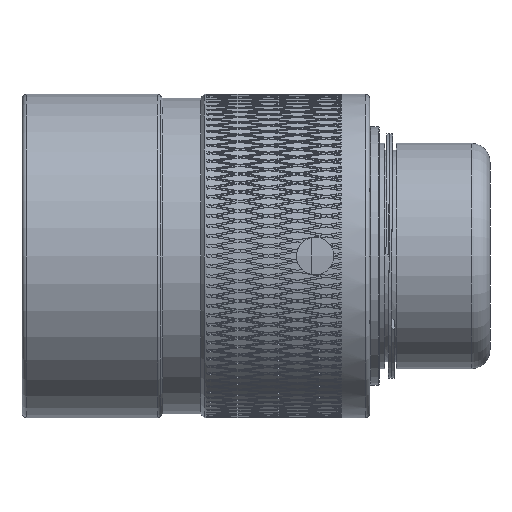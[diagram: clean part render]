
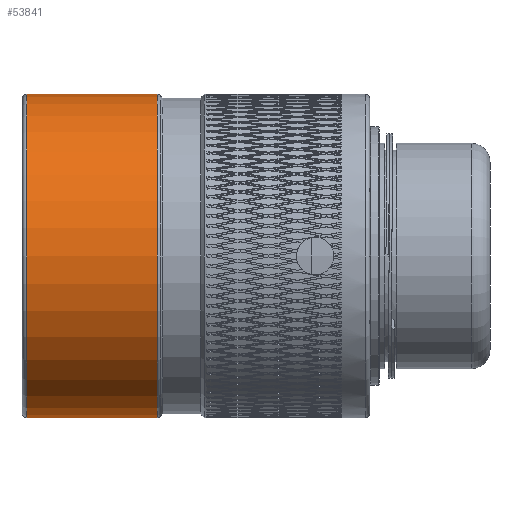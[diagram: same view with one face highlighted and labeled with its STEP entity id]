
A CAD part, front view. The second image highlights one B-rep face of the part: STEP entity #53841.
In plain terms, the highlighted cylindrical face has radius 17.2 mm (diameter 34.4 mm), a full revolution.
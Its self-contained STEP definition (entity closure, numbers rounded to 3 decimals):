
#2989=CIRCLE('',#57214,17.2);
#2990=CIRCLE('',#57215,17.2);
#2995=CIRCLE('',#57222,17.2);
#2996=CIRCLE('',#57223,17.2);
#2997=CIRCLE('',#57224,17.2);
#3155=FACE_OUTER_BOUND('',#6712,.T.);
#6712=EDGE_LOOP('',(#33809,#33810,#33811,#33812,#33813,#33814,#33815));
#17567=LINE('',#61045,#18357);
#18357=VECTOR('',#58336,17.2);
#19293=VERTEX_POINT('',#61025);
#19294=VERTEX_POINT('',#61027);
#19298=VERTEX_POINT('',#61040);
#19299=VERTEX_POINT('',#61041);
#19300=VERTEX_POINT('',#61043);
#25042=EDGE_CURVE('',#19293,#19294,#2989,.T.);
#25043=EDGE_CURVE('',#19294,#19293,#2990,.T.);
#25049=EDGE_CURVE('',#19298,#19299,#2995,.T.);
#25050=EDGE_CURVE('',#19300,#19298,#2996,.T.);
#25051=EDGE_CURVE('',#19300,#19294,#17567,.T.);
#25052=EDGE_CURVE('',#19299,#19300,#2997,.T.);
#33809=ORIENTED_EDGE('',*,*,#25049,.F.);
#33810=ORIENTED_EDGE('',*,*,#25050,.F.);
#33811=ORIENTED_EDGE('',*,*,#25051,.T.);
#33812=ORIENTED_EDGE('',*,*,#25042,.F.);
#33813=ORIENTED_EDGE('',*,*,#25043,.F.);
#33814=ORIENTED_EDGE('',*,*,#25051,.F.);
#33815=ORIENTED_EDGE('',*,*,#25052,.F.);
#50231=CYLINDRICAL_SURFACE('',#57221,17.2);
#53841=ADVANCED_FACE('',(#3155),#50231,.T.);
#57214=AXIS2_PLACEMENT_3D('',#61028,#58315,#58316);
#57215=AXIS2_PLACEMENT_3D('',#61029,#58317,#58318);
#57221=AXIS2_PLACEMENT_3D('',#61039,#58330,#58331);
#57222=AXIS2_PLACEMENT_3D('',#61042,#58332,#58333);
#57223=AXIS2_PLACEMENT_3D('',#61044,#58334,#58335);
#57224=AXIS2_PLACEMENT_3D('',#61046,#58337,#58338);
#58315=DIRECTION('center_axis',(1.,0.,0.));
#58316=DIRECTION('ref_axis',(0.,1.,0.));
#58317=DIRECTION('center_axis',(1.,0.,0.));
#58318=DIRECTION('ref_axis',(0.,1.,0.));
#58330=DIRECTION('center_axis',(-1.,0.,0.));
#58331=DIRECTION('ref_axis',(0.,1.,0.));
#58332=DIRECTION('center_axis',(-1.,0.,0.));
#58333=DIRECTION('ref_axis',(0.,-1.,0.));
#58334=DIRECTION('center_axis',(-1.,0.,0.));
#58335=DIRECTION('ref_axis',(0.,-1.,0.));
#58336=DIRECTION('',(1.,0.,0.));
#58337=DIRECTION('center_axis',(-1.,0.,0.));
#58338=DIRECTION('ref_axis',(0.,-1.,0.));
#61025=CARTESIAN_POINT('',(3.093,0.,17.2));
#61027=CARTESIAN_POINT('',(3.093,-17.2,0.));
#61028=CARTESIAN_POINT('Origin',(3.093,0.,0.));
#61029=CARTESIAN_POINT('Origin',(3.093,0.,0.));
#61039=CARTESIAN_POINT('Origin',(7.2,0.,0.));
#61040=CARTESIAN_POINT('',(-10.8,17.2,0.));
#61041=CARTESIAN_POINT('',(-10.8,0.,-17.2));
#61042=CARTESIAN_POINT('Origin',(-10.8,0.,0.));
#61043=CARTESIAN_POINT('',(-10.8,-17.2,0.));
#61044=CARTESIAN_POINT('Origin',(-10.8,0.,0.));
#61045=CARTESIAN_POINT('',(7.2,-17.2,0.));
#61046=CARTESIAN_POINT('Origin',(-10.8,0.,0.));
